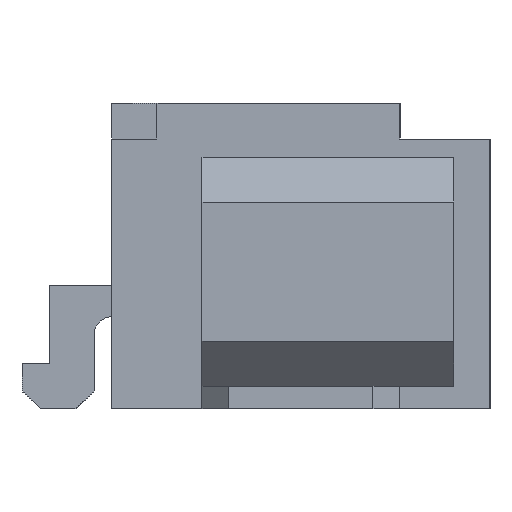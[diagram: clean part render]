
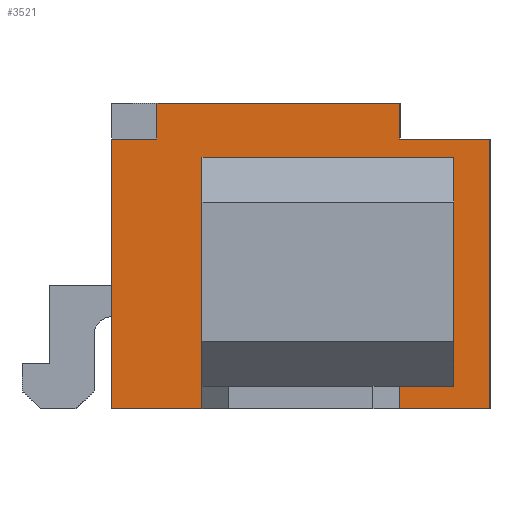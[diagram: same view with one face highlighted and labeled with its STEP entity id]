
A CAD part, left-side view. The second image highlights one B-rep face of the part: STEP entity #3521.
In plain terms, the highlighted planar face has unit normal (-1, 0, 0).
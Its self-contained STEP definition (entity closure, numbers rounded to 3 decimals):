
#787 = VERTEX_POINT('',#788);
#788 = CARTESIAN_POINT('',(-8.375,-2.6,0.));
#794 = EDGE_CURVE('',#787,#795,#797,.T.);
#795 = VERTEX_POINT('',#796);
#796 = CARTESIAN_POINT('',(-8.375,-2.6,3.));
#797 = LINE('',#798,#799);
#798 = CARTESIAN_POINT('',(-8.375,-2.6,0.));
#799 = VECTOR('',#800,1.);
#800 = DIRECTION('',(0.,0.,1.));
#1486 = VERTEX_POINT('',#1487);
#1487 = CARTESIAN_POINT('',(-8.375,1.6,3.));
#1493 = EDGE_CURVE('',#1494,#1486,#1496,.T.);
#1494 = VERTEX_POINT('',#1495);
#1495 = CARTESIAN_POINT('',(-8.375,1.6,0.));
#1496 = LINE('',#1497,#1498);
#1497 = CARTESIAN_POINT('',(-8.375,1.6,0.));
#1498 = VECTOR('',#1499,1.);
#1499 = DIRECTION('',(0.,0.,1.));
#2493 = VERTEX_POINT('',#2494);
#2494 = CARTESIAN_POINT('',(-8.375,1.1,3.4));
#2500 = EDGE_CURVE('',#2493,#2501,#2503,.T.);
#2501 = VERTEX_POINT('',#2502);
#2502 = CARTESIAN_POINT('',(-8.375,-1.6,3.4));
#2503 = LINE('',#2504,#2505);
#2504 = CARTESIAN_POINT('',(-8.375,1.6,3.4));
#2505 = VECTOR('',#2506,1.);
#2506 = DIRECTION('',(0.,-1.,0.));
#3466 = EDGE_CURVE('',#1494,#787,#3467,.T.);
#3467 = LINE('',#3468,#3469);
#3468 = CARTESIAN_POINT('',(-8.375,1.6,0.));
#3469 = VECTOR('',#3470,1.);
#3470 = DIRECTION('',(0.,-1.,0.));
#3501 = EDGE_CURVE('',#795,#3502,#3504,.T.);
#3502 = VERTEX_POINT('',#3503);
#3503 = CARTESIAN_POINT('',(-8.375,-1.6,3.));
#3504 = LINE('',#3505,#3506);
#3505 = CARTESIAN_POINT('',(-8.375,-2.6,3.));
#3506 = VECTOR('',#3507,1.);
#3507 = DIRECTION('',(0.,1.,0.));
#3521 = ADVANCED_FACE('',(#3522,#3549),#3631,.F.);
#3522 = FACE_BOUND('',#3523,.F.);
#3523 = EDGE_LOOP('',(#3524,#3525,#3526,#3534,#3540,#3541,#3547,#3548));
#3524 = ORIENTED_EDGE('',*,*,#3466,.F.);
#3525 = ORIENTED_EDGE('',*,*,#1493,.T.);
#3526 = ORIENTED_EDGE('',*,*,#3527,.T.);
#3527 = EDGE_CURVE('',#1486,#3528,#3530,.T.);
#3528 = VERTEX_POINT('',#3529);
#3529 = CARTESIAN_POINT('',(-8.375,1.1,3.));
#3530 = LINE('',#3531,#3532);
#3531 = CARTESIAN_POINT('',(-8.375,1.6,3.));
#3532 = VECTOR('',#3533,1.);
#3533 = DIRECTION('',(0.,-1.,0.));
#3534 = ORIENTED_EDGE('',*,*,#3535,.F.);
#3535 = EDGE_CURVE('',#2493,#3528,#3536,.T.);
#3536 = LINE('',#3537,#3538);
#3537 = CARTESIAN_POINT('',(-8.375,1.1,3.4));
#3538 = VECTOR('',#3539,1.);
#3539 = DIRECTION('',(-0.,-0.,-1.));
#3540 = ORIENTED_EDGE('',*,*,#2500,.T.);
#3541 = ORIENTED_EDGE('',*,*,#3542,.T.);
#3542 = EDGE_CURVE('',#2501,#3502,#3543,.T.);
#3543 = LINE('',#3544,#3545);
#3544 = CARTESIAN_POINT('',(-8.375,-1.6,3.4));
#3545 = VECTOR('',#3546,1.);
#3546 = DIRECTION('',(0.,0.,-1.));
#3547 = ORIENTED_EDGE('',*,*,#3501,.F.);
#3548 = ORIENTED_EDGE('',*,*,#794,.F.);
#3549 = FACE_BOUND('',#3550,.F.);
#3550 = EDGE_LOOP('',(#3551,#3561,#3569,#3577,#3585,#3593,#3601,#3609,
#3617,#3625));
#3551 = ORIENTED_EDGE('',*,*,#3552,.F.);
#3552 = EDGE_CURVE('',#3553,#3555,#3557,.T.);
#3553 = VERTEX_POINT('',#3554);
#3554 = CARTESIAN_POINT('',(-8.375,0.6,2.8));
#3555 = VERTEX_POINT('',#3556);
#3556 = CARTESIAN_POINT('',(-8.375,-2.2,2.8));
#3557 = LINE('',#3558,#3559);
#3558 = CARTESIAN_POINT('',(-8.375,0.6,2.8));
#3559 = VECTOR('',#3560,1.);
#3560 = DIRECTION('',(0.,-1.,0.));
#3561 = ORIENTED_EDGE('',*,*,#3562,.T.);
#3562 = EDGE_CURVE('',#3553,#3563,#3565,.T.);
#3563 = VERTEX_POINT('',#3564);
#3564 = CARTESIAN_POINT('',(-8.375,0.6,1.6));
#3565 = LINE('',#3566,#3567);
#3566 = CARTESIAN_POINT('',(-8.375,0.6,2.8));
#3567 = VECTOR('',#3568,1.);
#3568 = DIRECTION('',(0.,0.,-1.));
#3569 = ORIENTED_EDGE('',*,*,#3570,.T.);
#3570 = EDGE_CURVE('',#3563,#3571,#3573,.T.);
#3571 = VERTEX_POINT('',#3572);
#3572 = CARTESIAN_POINT('',(-8.375,-1.6,1.6));
#3573 = LINE('',#3574,#3575);
#3574 = CARTESIAN_POINT('',(-8.375,0.6,1.6));
#3575 = VECTOR('',#3576,1.);
#3576 = DIRECTION('',(0.,-1.,0.));
#3577 = ORIENTED_EDGE('',*,*,#3578,.T.);
#3578 = EDGE_CURVE('',#3571,#3579,#3581,.T.);
#3579 = VERTEX_POINT('',#3580);
#3580 = CARTESIAN_POINT('',(-8.375,-1.6,1.25));
#3581 = LINE('',#3582,#3583);
#3582 = CARTESIAN_POINT('',(-8.375,-1.6,1.6));
#3583 = VECTOR('',#3584,1.);
#3584 = DIRECTION('',(0.,0.,-1.));
#3585 = ORIENTED_EDGE('',*,*,#3586,.F.);
#3586 = EDGE_CURVE('',#3587,#3579,#3589,.T.);
#3587 = VERTEX_POINT('',#3588);
#3588 = CARTESIAN_POINT('',(-8.375,0.6,1.25));
#3589 = LINE('',#3590,#3591);
#3590 = CARTESIAN_POINT('',(-8.375,0.6,1.25));
#3591 = VECTOR('',#3592,1.);
#3592 = DIRECTION('',(0.,-1.,0.));
#3593 = ORIENTED_EDGE('',*,*,#3594,.T.);
#3594 = EDGE_CURVE('',#3587,#3595,#3597,.T.);
#3595 = VERTEX_POINT('',#3596);
#3596 = CARTESIAN_POINT('',(-8.375,0.6,0.35));
#3597 = LINE('',#3598,#3599);
#3598 = CARTESIAN_POINT('',(-8.375,0.6,1.25));
#3599 = VECTOR('',#3600,1.);
#3600 = DIRECTION('',(0.,0.,-1.));
#3601 = ORIENTED_EDGE('',*,*,#3602,.T.);
#3602 = EDGE_CURVE('',#3595,#3603,#3605,.T.);
#3603 = VERTEX_POINT('',#3604);
#3604 = CARTESIAN_POINT('',(-8.375,-1.6,0.35));
#3605 = LINE('',#3606,#3607);
#3606 = CARTESIAN_POINT('',(-8.375,0.6,0.35));
#3607 = VECTOR('',#3608,1.);
#3608 = DIRECTION('',(0.,-1.,0.));
#3609 = ORIENTED_EDGE('',*,*,#3610,.T.);
#3610 = EDGE_CURVE('',#3603,#3611,#3613,.T.);
#3611 = VERTEX_POINT('',#3612);
#3612 = CARTESIAN_POINT('',(-8.375,-1.6,0.25));
#3613 = LINE('',#3614,#3615);
#3614 = CARTESIAN_POINT('',(-8.375,-1.6,1.6));
#3615 = VECTOR('',#3616,1.);
#3616 = DIRECTION('',(0.,0.,-1.));
#3617 = ORIENTED_EDGE('',*,*,#3618,.T.);
#3618 = EDGE_CURVE('',#3611,#3619,#3621,.T.);
#3619 = VERTEX_POINT('',#3620);
#3620 = CARTESIAN_POINT('',(-8.375,-2.2,0.25));
#3621 = LINE('',#3622,#3623);
#3622 = CARTESIAN_POINT('',(-8.375,0.6,0.25));
#3623 = VECTOR('',#3624,1.);
#3624 = DIRECTION('',(0.,-1.,0.));
#3625 = ORIENTED_EDGE('',*,*,#3626,.F.);
#3626 = EDGE_CURVE('',#3555,#3619,#3627,.T.);
#3627 = LINE('',#3628,#3629);
#3628 = CARTESIAN_POINT('',(-8.375,-2.2,2.8));
#3629 = VECTOR('',#3630,1.);
#3630 = DIRECTION('',(0.,0.,-1.));
#3631 = PLANE('',#3632);
#3632 = AXIS2_PLACEMENT_3D('',#3633,#3634,#3635);
#3633 = CARTESIAN_POINT('',(-8.375,1.6,0.));
#3634 = DIRECTION('',(1.,0.,0.));
#3635 = DIRECTION('',(0.,-1.,0.));
